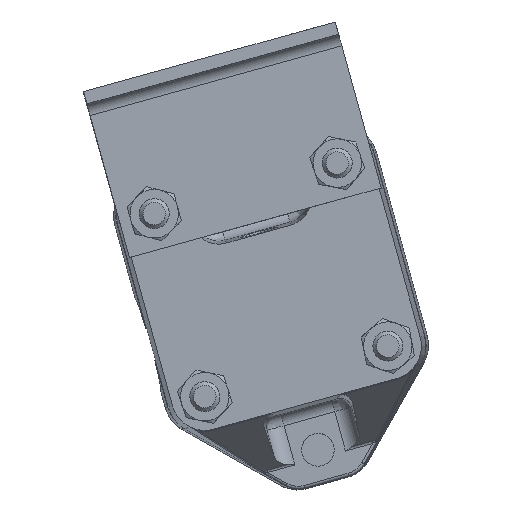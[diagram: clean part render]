
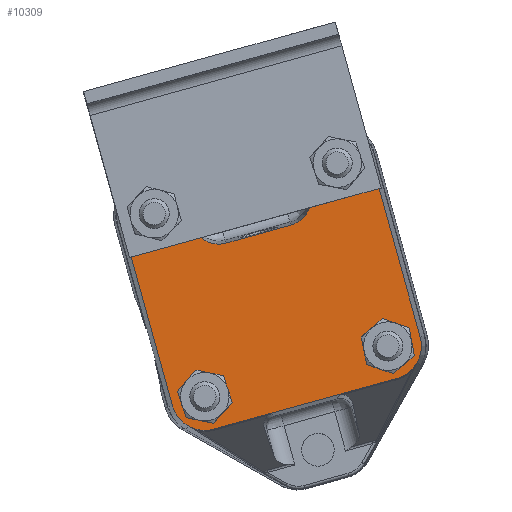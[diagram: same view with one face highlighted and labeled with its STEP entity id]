
A CAD part, top view. The second image highlights one B-rep face of the part: STEP entity #10309.
In plain terms, the highlighted planar face has unit normal (0, 0, 1).
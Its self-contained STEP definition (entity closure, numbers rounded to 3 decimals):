
#542=CARTESIAN_POINT('',(-67.657,-61.011,61.116));
#543=VERTEX_POINT('',#542);
#544=CARTESIAN_POINT('',(-73.792,-58.902,61.116));
#545=DIRECTION('',(0.,0.,-1.));
#546=DIRECTION('',(-0.946,0.325,0.));
#547=AXIS2_PLACEMENT_3D('',#544,#545,#546);
#548=CIRCLE('',#547,6.488);
#549=EDGE_CURVE('',#543,#543,#548,.T.);
#1222=CARTESIAN_POINT('',(-124.814,-66.285,61.116));
#1223=VERTEX_POINT('',#1222);
#1224=CARTESIAN_POINT('',(-122.756,-72.438,61.116));
#1225=DIRECTION('',(0.,0.,-1.));
#1226=DIRECTION('',(0.317,-0.948,0.));
#1227=AXIS2_PLACEMENT_3D('',#1224,#1225,#1226);
#1228=CIRCLE('',#1227,6.488);
#1229=EDGE_CURVE('',#1223,#1223,#1228,.T.);
#3739=CARTESIAN_POINT('',(-142.424,-35.065,61.116));
#3740=VERTEX_POINT('',#3739);
#3772=CARTESIAN_POINT('',(-76.113,-16.734,61.116));
#3773=VERTEX_POINT('',#3772);
#3805=CARTESIAN_POINT('',(-94.742,-21.883,61.116));
#3806=VERTEX_POINT('',#3805);
#3814=CARTESIAN_POINT('',(-123.794,-29.915,61.116));
#3815=VERTEX_POINT('',#3814);
#3877=CARTESIAN_POINT('',(-123.794,-29.915,61.116));
#3878=DIRECTION('',(-0.964,-0.266,0.));
#3879=VECTOR('',#3878,19.328);
#3880=LINE('',#3877,#3879);
#3881=EDGE_CURVE('',#3815,#3740,#3880,.T.);
#3884=CARTESIAN_POINT('',(-76.113,-16.734,61.116));
#3885=DIRECTION('',(-0.964,-0.266,0.));
#3886=VECTOR('',#3885,19.328);
#3887=LINE('',#3884,#3886);
#3888=EDGE_CURVE('',#3773,#3806,#3887,.T.);
#7915=CARTESIAN_POINT('',(-117.112,-31.346,61.116));
#7916=VERTEX_POINT('',#7915);
#7917=CARTESIAN_POINT('',(-99.74,-26.544,61.116));
#7918=VERTEX_POINT('',#7917);
#7919=CARTESIAN_POINT('',(-117.112,-31.346,61.116));
#7920=DIRECTION('',(0.964,0.266,0.));
#7921=VECTOR('',#7920,18.024);
#7922=LINE('',#7919,#7921);
#7923=EDGE_CURVE('',#7916,#7918,#7922,.T.);
#7967=CARTESIAN_POINT('',(-119.081,-24.224,61.116));
#7968=DIRECTION('',(0.,0.,1.));
#7969=DIRECTION('',(0.964,0.266,0.));
#7970=AXIS2_PLACEMENT_3D('',#7967,#7968,#7969);
#7971=CIRCLE('',#7970,7.389);
#7972=EDGE_CURVE('',#3815,#7916,#7971,.T.);
#8048=CARTESIAN_POINT('',(-65.119,-56.504,61.116));
#8049=VERTEX_POINT('',#8048);
#8050=CARTESIAN_POINT('',(-76.113,-16.734,61.116));
#8051=DIRECTION('',(0.266,-0.964,0.));
#8052=VECTOR('',#8051,41.262);
#8053=LINE('',#8050,#8052);
#8054=EDGE_CURVE('',#3773,#8049,#8053,.T.);
#8143=CARTESIAN_POINT('',(-101.709,-19.422,61.116));
#8144=DIRECTION('',(0.,0.,1.));
#8145=DIRECTION('',(-0.266,0.964,0.));
#8146=AXIS2_PLACEMENT_3D('',#8143,#8144,#8145);
#8147=CIRCLE('',#8146,7.389);
#8148=EDGE_CURVE('',#7918,#3806,#8147,.T.);
#8730=CARTESIAN_POINT('',(-66.088,-63.559,61.116));
#8731=VERTEX_POINT('',#8730);
#8732=CARTESIAN_POINT('',(-66.151,-63.661,61.116));
#8733=VERTEX_POINT('',#8732);
#8734=CARTESIAN_POINT('',(-66.758,-63.143,61.116));
#8735=DIRECTION('',(0.,0.,-1.));
#8736=DIRECTION('',(-0.453,-0.892,0.));
#8737=AXIS2_PLACEMENT_3D('',#8734,#8735,#8736);
#8738=ELLIPSE('',#8737,1.085,0.787);
#8739=EDGE_CURVE('',#8731,#8733,#8738,.T.);
#9370=CARTESIAN_POINT('',(-65.963,-63.34,61.116));
#9371=VERTEX_POINT('',#9370);
#9372=CARTESIAN_POINT('',(-65.963,-63.34,61.116));
#9373=DIRECTION('',(-0.493,-0.87,0.0));
#9374=VECTOR('',#9373,0.253);
#9375=LINE('',#9372,#9374);
#9376=EDGE_CURVE('',#9371,#8731,#9375,.T.);
#9982=CARTESIAN_POINT('',(-131.429,-74.835,61.116));
#9983=VERTEX_POINT('',#9982);
#9984=CARTESIAN_POINT('',(-131.429,-74.835,61.116));
#9985=DIRECTION('',(-0.266,0.964,0.));
#9986=VECTOR('',#9985,41.262);
#9987=LINE('',#9984,#9986);
#9988=EDGE_CURVE('',#9983,#3740,#9987,.T.);
#10007=CARTESIAN_POINT('',(-120.358,-81.111,61.116));
#10008=VERTEX_POINT('',#10007);
#10009=CARTESIAN_POINT('',(-126.738,-80.508,61.116));
#10010=VERTEX_POINT('',#10009);
#10011=CARTESIAN_POINT('',(-122.756,-72.438,61.116));
#10012=DIRECTION('',(0.,0.,-1.));
#10013=DIRECTION('',(0.964,0.266,0.));
#10014=AXIS2_PLACEMENT_3D('',#10011,#10012,#10013);
#10015=CIRCLE('',#10014,8.999);
#10016=EDGE_CURVE('',#10008,#10010,#10015,.T.);
#10043=CARTESIAN_POINT('',(-127.193,-80.266,61.116));
#10044=VERTEX_POINT('',#10043);
#10045=CARTESIAN_POINT('',(-122.756,-72.438,61.116));
#10046=DIRECTION('',(0.,0.,-1.));
#10047=DIRECTION('',(0.964,0.266,0.));
#10048=AXIS2_PLACEMENT_3D('',#10045,#10046,#10047);
#10049=CIRCLE('',#10048,8.999);
#10050=EDGE_CURVE('',#10044,#9983,#10049,.T.);
#10068=CARTESIAN_POINT('',(-126.974,-80.391,61.116));
#10069=VERTEX_POINT('',#10068);
#10070=CARTESIAN_POINT('',(-126.974,-80.391,61.116));
#10071=DIRECTION('',(-0.87,0.493,0.));
#10072=VECTOR('',#10071,0.253);
#10073=LINE('',#10070,#10072);
#10074=EDGE_CURVE('',#10069,#10044,#10073,.T.);
#10094=CARTESIAN_POINT('',(-126.867,-80.446,61.116));
#10095=VERTEX_POINT('',#10094);
#10096=CARTESIAN_POINT('',(-126.613,-79.689,61.116));
#10097=DIRECTION('',(0.,0.,-1.));
#10098=DIRECTION('',(0.846,-0.533,0.));
#10099=AXIS2_PLACEMENT_3D('',#10096,#10097,#10098);
#10100=ELLIPSE('',#10099,1.085,0.787);
#10101=EDGE_CURVE('',#10095,#10069,#10100,.T.);
#10145=CARTESIAN_POINT('',(-126.738,-80.508,61.116));
#10146=CARTESIAN_POINT('',(-126.762,-80.496,61.116));
#10147=CARTESIAN_POINT('',(-126.786,-80.484,61.116));
#10148=CARTESIAN_POINT('',(-126.829,-80.463,61.116));
#10149=CARTESIAN_POINT('',(-126.848,-80.454,61.116));
#10150=CARTESIAN_POINT('',(-126.867,-80.446,61.116));
#10151=B_SPLINE_CURVE_WITH_KNOTS('',3,(#10145,#10146,#10147,#10148,#10149,#10150),.UNSPECIFIED.,.F.,.U.,(4,2,4),(-0.014,-0.006,0.0),.UNSPECIFIED.);
#10152=EDGE_CURVE('',#10010,#10095,#10151,.T.);
#10165=CARTESIAN_POINT('',(-66.231,-63.781,61.116));
#10166=VERTEX_POINT('',#10165);
#10167=CARTESIAN_POINT('',(-71.394,-67.576,61.116));
#10168=VERTEX_POINT('',#10167);
#10169=CARTESIAN_POINT('',(-73.792,-58.902,61.116));
#10170=DIRECTION('',(0.,0.,-1.0));
#10171=DIRECTION('',(-0.87,0.493,0.));
#10172=AXIS2_PLACEMENT_3D('',#10169,#10170,#10171);
#10173=CIRCLE('',#10172,8.999);
#10174=EDGE_CURVE('',#10166,#10168,#10173,.T.);
#10201=CARTESIAN_POINT('',(-73.792,-58.902,61.116));
#10202=DIRECTION('',(0.,0.,-1.0));
#10203=DIRECTION('',(-0.87,0.493,0.));
#10204=AXIS2_PLACEMENT_3D('',#10201,#10202,#10203);
#10205=CIRCLE('',#10204,8.999);
#10206=EDGE_CURVE('',#8049,#9371,#10205,.T.);
#10219=CARTESIAN_POINT('',(-71.394,-67.576,61.116));
#10220=DIRECTION('',(-0.964,-0.266,0.));
#10221=VECTOR('',#10220,50.8);
#10222=LINE('',#10219,#10221);
#10223=EDGE_CURVE('',#10168,#10008,#10222,.T.);
#10263=CARTESIAN_POINT('',(-66.151,-63.661,61.116));
#10264=CARTESIAN_POINT('',(-66.163,-63.679,61.116));
#10265=CARTESIAN_POINT('',(-66.175,-63.696,61.116));
#10266=CARTESIAN_POINT('',(-66.201,-63.736,61.116));
#10267=CARTESIAN_POINT('',(-66.216,-63.758,61.116));
#10268=CARTESIAN_POINT('',(-66.231,-63.781,61.116));
#10269=B_SPLINE_CURVE_WITH_KNOTS('',3,(#10263,#10264,#10265,#10266,#10267,#10268),.UNSPECIFIED.,.F.,.U.,(4,2,4),(-0.014,-0.008,0.0),.UNSPECIFIED.);
#10270=EDGE_CURVE('',#8733,#10166,#10269,.T.);
#10278=CARTESIAN_POINT('',(-118.695,8.202,61.116));
#10279=DIRECTION('',(0.0,0.0,-1.0));
#10280=DIRECTION('',(-0.964,-0.266,0.0));
#10281=AXIS2_PLACEMENT_3D('',#10278,#10279,#10280);
#10282=PLANE('',#10281);
#10283=ORIENTED_EDGE('',*,*,#3881,.T.);
#10284=ORIENTED_EDGE('',*,*,#9988,.F.);
#10285=ORIENTED_EDGE('',*,*,#10050,.F.);
#10286=ORIENTED_EDGE('',*,*,#10074,.F.);
#10287=ORIENTED_EDGE('',*,*,#10101,.F.);
#10288=ORIENTED_EDGE('',*,*,#10152,.F.);
#10289=ORIENTED_EDGE('',*,*,#10016,.F.);
#10290=ORIENTED_EDGE('',*,*,#10223,.F.);
#10291=ORIENTED_EDGE('',*,*,#10174,.F.);
#10292=ORIENTED_EDGE('',*,*,#10270,.F.);
#10293=ORIENTED_EDGE('',*,*,#8739,.F.);
#10294=ORIENTED_EDGE('',*,*,#9376,.F.);
#10295=ORIENTED_EDGE('',*,*,#10206,.F.);
#10296=ORIENTED_EDGE('',*,*,#8054,.F.);
#10297=ORIENTED_EDGE('',*,*,#3888,.T.);
#10298=ORIENTED_EDGE('',*,*,#8148,.F.);
#10299=ORIENTED_EDGE('',*,*,#7923,.F.);
#10300=ORIENTED_EDGE('',*,*,#7972,.F.);
#10301=EDGE_LOOP('',(#10283,#10284,#10285,#10286,#10287,#10288,#10289,#10290,#10291,#10292,#10293,#10294,#10295,#10296,#10297,#10298,#10299,#10300));
#10302=FACE_OUTER_BOUND('',#10301,.T.);
#10303=ORIENTED_EDGE('',*,*,#549,.T.);
#10304=EDGE_LOOP('',(#10303));
#10305=FACE_BOUND('',#10304,.T.);
#10306=ORIENTED_EDGE('',*,*,#1229,.T.);
#10307=EDGE_LOOP('',(#10306));
#10308=FACE_BOUND('',#10307,.T.);
#10309=ADVANCED_FACE('',(#10302,#10305,#10308),#10282,.F.);
